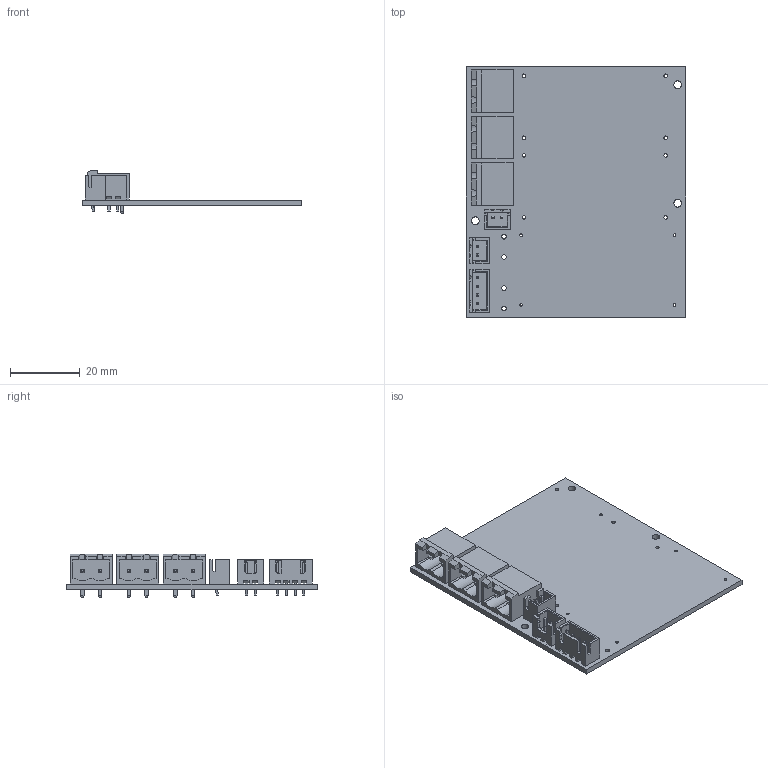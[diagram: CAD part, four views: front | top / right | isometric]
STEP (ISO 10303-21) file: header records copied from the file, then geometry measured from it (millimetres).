
FILE_DESCRIPTION(('KiCad electronic assembly'),'2;1');
FILE_NAME('carte alim V1.0.23.step','2023-05-10T21:58:37',('Pcbnew'),( 'Kicad'),'Open CASCADE STEP processor 7.6','KiCad to STEP converter' ,'Unknown');
FILE_SCHEMA(('AUTOMOTIVE_DESIGN { 1 0 10303 214 1 1 1 1 }'));
Length unit declared in the file: millimetre
Products named in the file (8): carte alim V1.0.23 1; PhoenixContact_MSTBA_2,5_2-G-5,08_1x02_P5.08mm_Horizontal; SOLID; JST_XH_B4B-XH-A_1x04_P2.50mm_Vertical; JST_XH_B2B-XH-A_1x02_P2.50mm_Vertical; _autosave-carte alim V1.0.23 PCB
Assembly tree (10 placements, depth 3):
  carte alim V1.0.23 1
    PhoenixContact_MSTBA_2,5_2-G-5,08_1x02_P5.08mm_Horizontal  x3
      SOLID
    JST_XH_B4B-XH-A_1x04_P2.50mm_Vertical
      SOLID
    JST_XH_B2B-XH-A_1x02_P2.50mm_Vertical  x2
      SOLID
    _autosave-carte alim V1.0.23 PCB
Bounding box: 62.87 x 71.75 x 12.6 mm (x, y, z)
Volume: 9571 mm3; surface area: 14092.7 mm2
Topology: 7 solids, 7 shells, 547 faces, 1409 edges, 904 vertices
Faces by surface type: plane 496, cylinder 51
Full cylindrical faces by diameter (mm): 0.762 x4, 0.95 x4, 1 x12, 1.3 x4, 1.4 x6, 2.2 x3
Entity records: 23846 total; most frequent: CARTESIAN_POINT 3927, DIRECTION 3306, LINE 2432, VECTOR 2432, ORIENTED_EDGE 1736, PCURVE 1736, DEFINITIONAL_REPRESENTATION 1736, EDGE_CURVE 868
